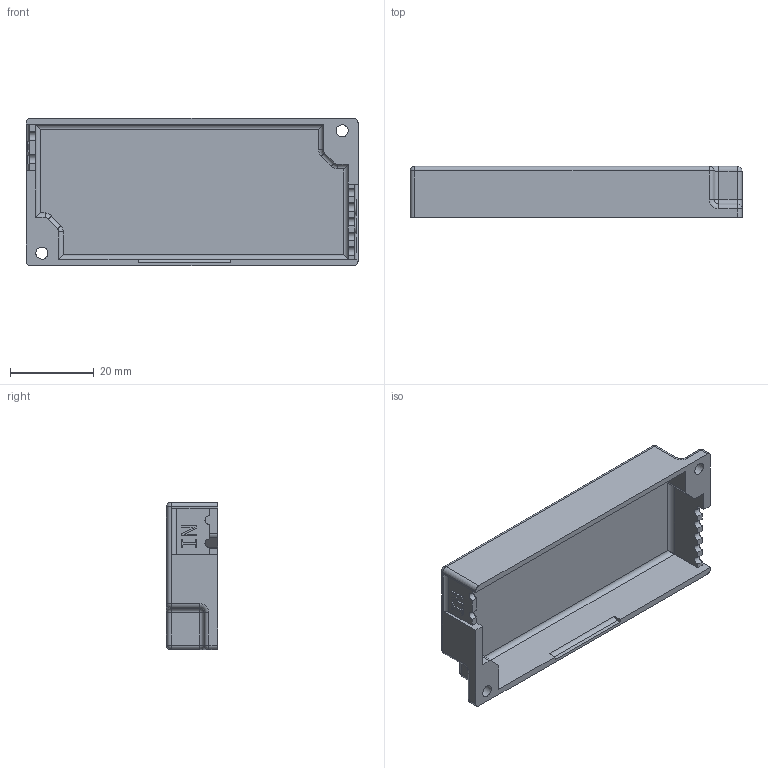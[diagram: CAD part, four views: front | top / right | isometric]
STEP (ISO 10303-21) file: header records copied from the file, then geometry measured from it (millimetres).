
FILE_DESCRIPTION(/* description */ ('STEP AP242','CAx-IF Rec.Pracs.---Representation and Presentation of Product Manufacturing Information (PMI)---4.0---2014-10-13','CAx-IF Rec.Pracs.---3D Tessellated Geometry---0.4---2014-09-14','2;1'),/* implementation_level */ '2;1');
FILE_NAME(/* name */ '68284970ca64cf64309f77d0',/* time_stamp */ '2025-05-17T08:31:44Z',/* author */ (''),/* organization */ (''),/* preprocessor_version */ 'ST-DEVELOPER v20',/* originating_system */ 'ONSHAPE BY PTC INC, 1.198',/* authorisation */ ' ');
FILE_SCHEMA (('AP242_MANAGED_MODEL_BASED_3D_ENGINEERING_MIM_LF { 1 0 10303 442 1 1 4 }'));
Length unit declared in the file: metre
Products named in the file (1): ElectroDragon LED Top
Bounding box: 79.3 x 12.2 x 35.2 mm (x, y, z)
Volume: 7186.5 mm3; surface area: 10385.5 mm2
Topology: 1 solids, 1 shells, 175 faces, 461 edges, 282 vertices
Faces by surface type: plane 84, cylinder 54, bspline 17, torus 10, sphere 10
Full cylindrical faces by diameter (mm): 2.9 x2
Entity records: 5332 total; most frequent: CARTESIAN_POINT 1102, ORIENTED_EDGE 896, DIRECTION 841, EDGE_CURVE 448, LINE 299, VECTOR 299, VERTEX_POINT 281, AXIS2_PLACEMENT_3D 271
